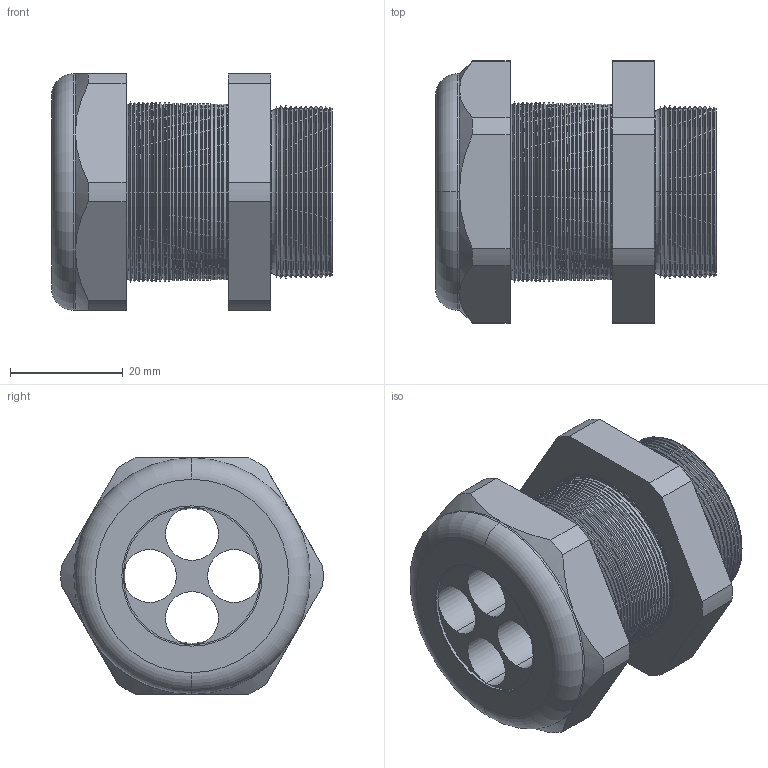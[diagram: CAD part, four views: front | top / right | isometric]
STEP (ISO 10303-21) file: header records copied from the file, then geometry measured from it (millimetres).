
FILE_DESCRIPTION (( 'STEP AP203' ), '1' );
FILE_NAME ('CD32M3-BK.STEP', '2008-11-06T13:14:25', ( 'bay06' ), ( '' ), 'SwSTEP 2.0', 'SolidWorks 2007', '' );
FILE_SCHEMA (( 'CONFIG_CONTROL_DESIGN' ));
Length unit declared in the file: inch
Products named in the file (1): CD32M3-BK
Bounding box: 49.78 x 46.51 x 41.91 mm (x, y, z)
Volume: 30638.4 mm3; surface area: 17658.4 mm2
Topology: 2 solids, 2 shells, 279 faces, 584 edges, 314 vertices
Faces by surface type: cone 224, cylinder 28, plane 21, torus 6
Entity records: 7435 total; most frequent: DIRECTION 1428, CARTESIAN_POINT 1274, ORIENTED_EDGE 1168, EDGE_CURVE 584, AXIS2_PLACEMENT_3D 576, VERTEX_POINT 314, CIRCLE 296, EDGE_LOOP 294
